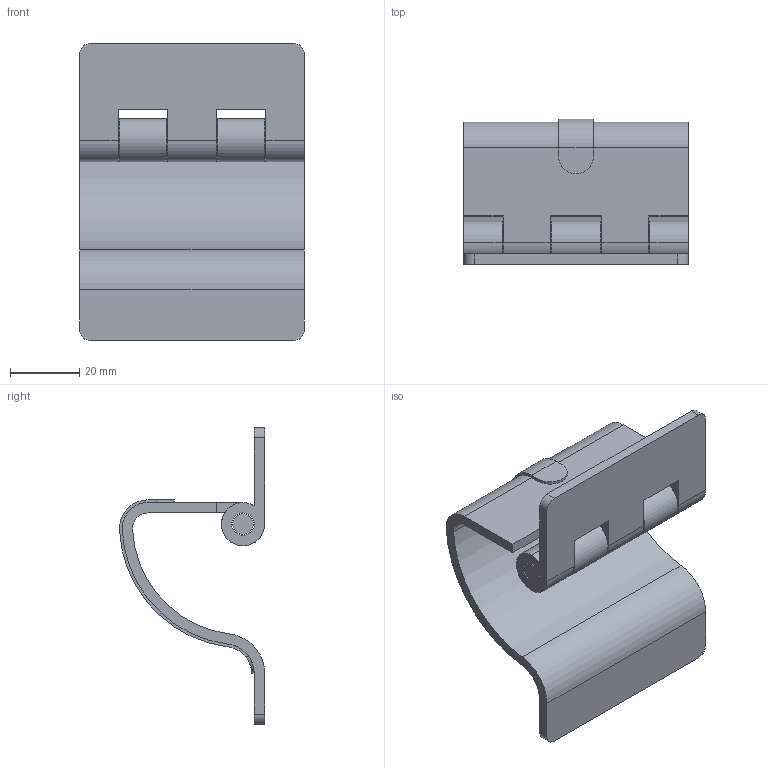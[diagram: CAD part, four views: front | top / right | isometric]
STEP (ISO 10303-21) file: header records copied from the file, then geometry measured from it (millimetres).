
FILE_DESCRIPTION (( 'STEP AP203' ), '1' );
FILE_NAME ('B-1008-11.STEP', '2009-01-07T00:55:27', ( ' ' ), ( ' ' ), 'SwSTEP 2.0', 'SolidWorks 2007', '' );
FILE_SCHEMA (( 'CONFIG_CONTROL_DESIGN' ));
Length unit declared in the file: millimetre
Products named in the file (4): B-1008-11僸儞僕A__棉太倌; B-1008-11幉__棉太倌; B-1008-11僸儞僕B__棉太倌; B-1008-11
Assembly tree (3 placements, depth 2):
  B-1008-11
    B-1008-11僸儞僕B__棉太倌
    B-1008-11僸儞僕A__棉太倌
    B-1008-11幉__棉太倌
Bounding box: 65 x 42.01 x 86 mm (x, y, z)
Volume: 33393.9 mm3; surface area: 24139 mm2
Topology: 3 solids, 3 shells, 73 faces, 199 edges, 132 vertices
Faces by surface type: cylinder 43, plane 30
Entity records: 2853 total; most frequent: CARTESIAN_POINT 498, DIRECTION 435, ORIENTED_EDGE 398, EDGE_CURVE 199, AXIS2_PLACEMENT_3D 161, VERTEX_POINT 132, VECTOR 113, LINE 113
